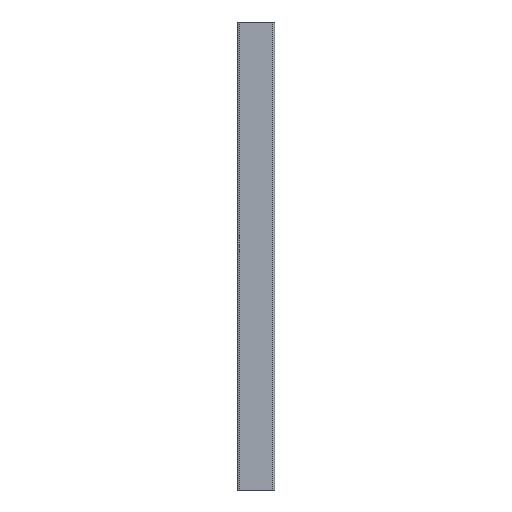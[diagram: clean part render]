
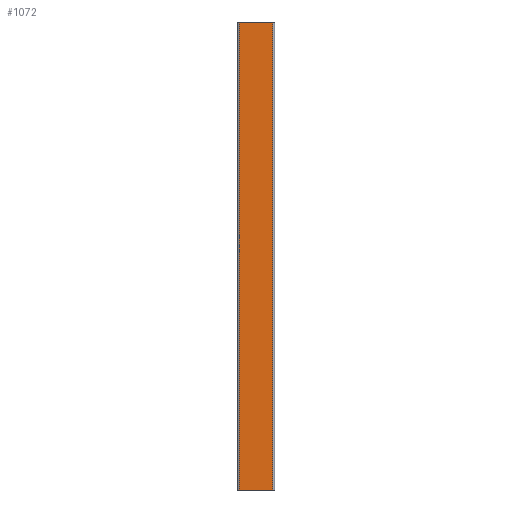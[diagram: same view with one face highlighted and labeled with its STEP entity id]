
A CAD part, front view. The second image highlights one B-rep face of the part: STEP entity #1072.
In plain terms, the highlighted planar face has unit normal (0, -1, 0).
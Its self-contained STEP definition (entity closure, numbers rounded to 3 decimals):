
#114 = VERTEX_POINT ( 'NONE', #2101 ) ;
#125 = CARTESIAN_POINT ( 'NONE',  ( 36., 0., 1000. ) ) ;
#158 = LINE ( 'NONE', #2339, #2793 ) ;
#289 = VERTEX_POINT ( 'NONE', #1580 ) ;
#314 = ORIENTED_EDGE ( 'NONE', *, *, #1776, .T. ) ;
#357 = FACE_OUTER_BOUND ( 'NONE', #526, .T. ) ;
#365 = CARTESIAN_POINT ( 'NONE',  ( 36., 0., 1000. ) ) ;
#382 = CARTESIAN_POINT ( 'NONE',  ( -36., 0., 1000. ) ) ;
#486 = ORIENTED_EDGE ( 'NONE', *, *, #808, .T. ) ;
#526 = EDGE_LOOP ( 'NONE', ( #486, #535, #761, #314 ) ) ;
#535 = ORIENTED_EDGE ( 'NONE', *, *, #1126, .F. ) ;
#557 = VECTOR ( 'NONE', #1459, 1000. ) ;
#566 = PLANE ( 'NONE',  #1162 ) ;
#570 = DIRECTION ( 'NONE',  ( 1., 0., 0. ) ) ;
#577 = DIRECTION ( 'NONE',  ( 0., 1., 0. ) ) ;
#586 = DIRECTION ( 'NONE',  ( 1., 0., 0. ) ) ;
#592 = DIRECTION ( 'NONE',  ( 0., 0., 1. ) ) ;
#761 = ORIENTED_EDGE ( 'NONE', *, *, #2814, .F. ) ;
#808 = EDGE_CURVE ( 'NONE', #289, #114, #158, .T. ) ;
#1009 = CARTESIAN_POINT ( 'NONE',  ( -36., 0., 1000. ) ) ;
#1045 = LINE ( 'NONE', #1279, #1376 ) ;
#1072 = ADVANCED_FACE ( 'NONE', ( #357 ), #566, .F. ) ;
#1126 = EDGE_CURVE ( 'NONE', #2256, #114, #2763, .T. ) ;
#1162 = AXIS2_PLACEMENT_3D ( 'NONE', #1009, #577, #592 ) ;
#1279 = CARTESIAN_POINT ( 'NONE',  ( -36., 0., 1000. ) ) ;
#1376 = VECTOR ( 'NONE', #2130, 1000. ) ;
#1455 = LINE ( 'NONE', #382, #1614 ) ;
#1459 = DIRECTION ( 'NONE',  ( 0., 0., -1. ) ) ;
#1580 = CARTESIAN_POINT ( 'NONE',  ( -36., 0., 0. ) ) ;
#1614 = VECTOR ( 'NONE', #586, 1000. ) ;
#1642 = CARTESIAN_POINT ( 'NONE',  ( -36., 0., 1000. ) ) ;
#1776 = EDGE_CURVE ( 'NONE', #2005, #289, #1045, .T. ) ;
#2005 = VERTEX_POINT ( 'NONE', #1642 ) ;
#2101 = CARTESIAN_POINT ( 'NONE',  ( 36., 0., 0. ) ) ;
#2130 = DIRECTION ( 'NONE',  ( 0., 0., -1. ) ) ;
#2256 = VERTEX_POINT ( 'NONE', #365 ) ;
#2339 = CARTESIAN_POINT ( 'NONE',  ( -36., 0., 0. ) ) ;
#2763 = LINE ( 'NONE', #125, #557 ) ;
#2793 = VECTOR ( 'NONE', #570, 1000. ) ;
#2814 = EDGE_CURVE ( 'NONE', #2005, #2256, #1455, .T. ) ;
